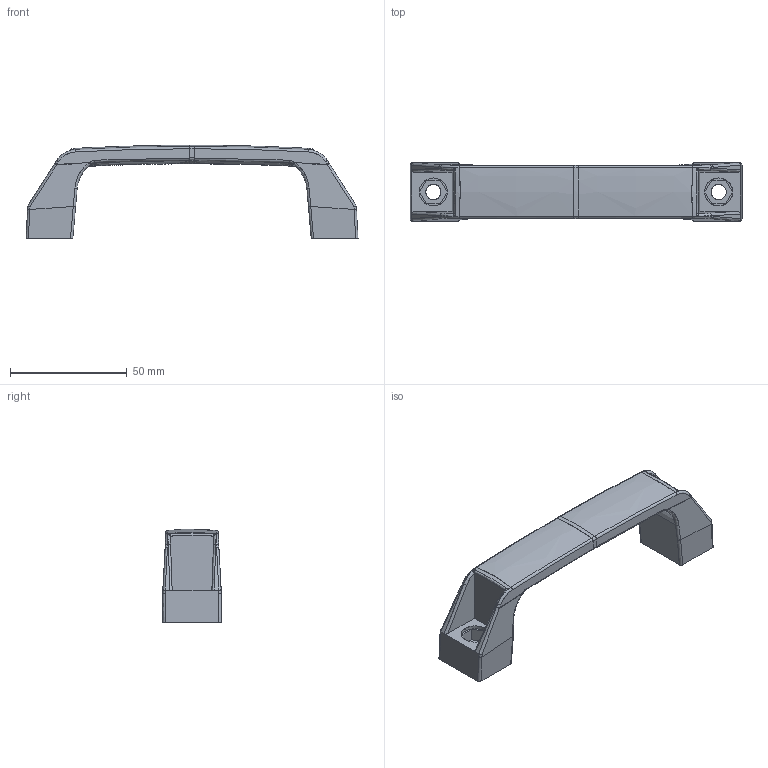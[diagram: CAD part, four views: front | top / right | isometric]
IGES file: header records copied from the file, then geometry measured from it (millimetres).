
Start section: SolidWorks IGES file using analytic representation for surfaces
Global section: file name: PT 122.IGS; native system: SolidWorks 2013; preprocessor: SolidWorks 2013; author: cbrechard; date: 151218.101524; units: millimetre
Bounding box: 142 x 25 x 39.99 mm (x, y, z)
Surface area: 15927.3 mm2 (no closed solid volume)
Topology: 0 solids, 0 shells, 242 faces, 2200 edges, 2187 vertices
Faces by surface type: bspline 208, revolution 34
